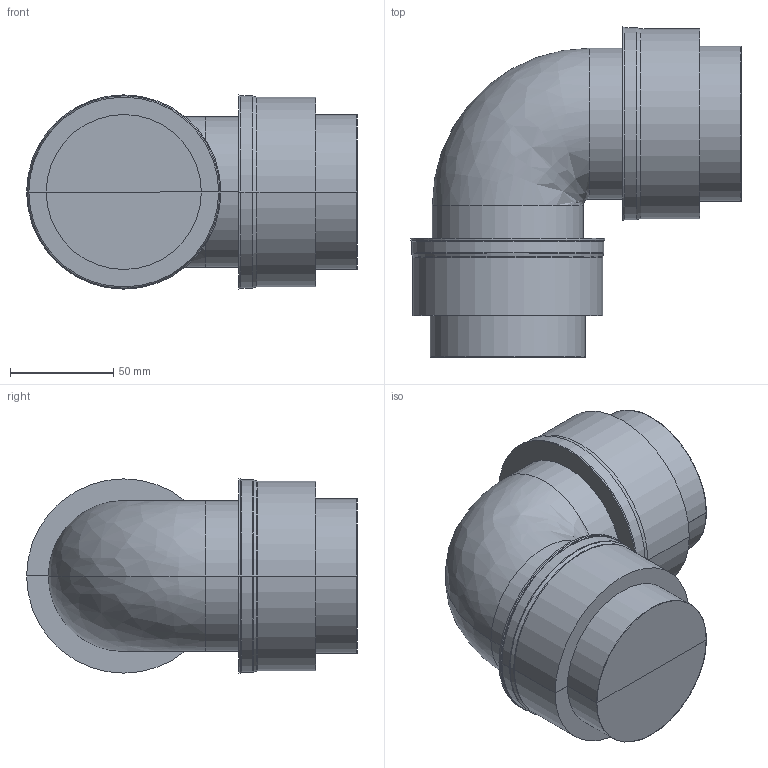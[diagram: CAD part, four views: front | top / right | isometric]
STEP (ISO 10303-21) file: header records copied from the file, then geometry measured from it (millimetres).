
FILE_DESCRIPTION(/* description */ (''),/* implementation_level */ '2;1');
FILE_NAME(/* name */ 'Plumbing_Joints_Aignep_Elbow-Connector-90130-3DView-Preview',/* time_stamp */ '2025-08-20T22:04:21+03:00',/* author */ (''),/* organization */ (''),/* preprocessor_version */ 'ST-DEVELOPER v20',/* originating_system */ '',/* authorisation */ '');
FILE_SCHEMA (('AP242_MANAGED_MODEL_BASED_3D_ENGINEERING_MIM_LF { 1 0 10303 442 1 1 4 }'));
Length unit declared in the file: millimetre
Products named in the file (13): TopLevelAssembly; Sweep; Revolve; Revolve_1; Sweep_1; Sweep_2; Model Lines; Model Lines_1; Model Lines_2; Model Lines_3; Model Lines_4; Revolve_2; Revolve_3
Assembly tree (12 placements, depth 2):
  TopLevelAssembly
    Sweep
    Revolve
    Revolve_1
    Sweep_1
    Sweep_2
    Model Lines
    Model Lines_1
    Model Lines_2
    Model Lines_3
    Model Lines_4
    Revolve_2
    Revolve_3
Bounding box: 160 x 160 x 94 mm (x, y, z)
Volume: 1742255.7 mm3; surface area: 164198.1 mm2
Topology: 7 solids, 7 shells, 74 faces, 131 edges, 76 vertices
Faces by surface type: cylinder 30, plane 26, bspline 18
Entity records: 2196 total; most frequent: CARTESIAN_POINT 478, DIRECTION 362, ORIENTED_EDGE 252, AXIS2_PLACEMENT_3D 150, EDGE_CURVE 126, FACE_OUTER_BOUND 74, EDGE_LOOP 74, STYLED_ITEM 74
